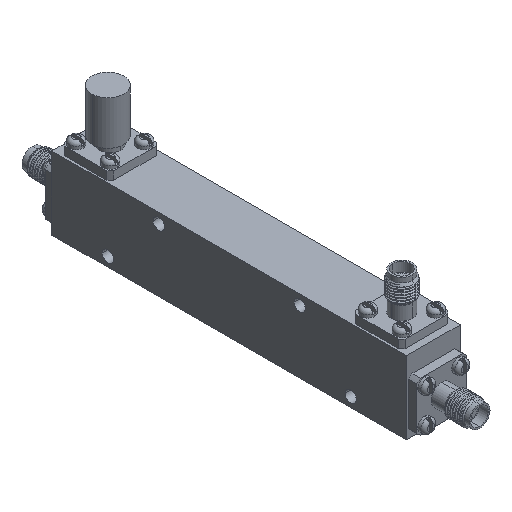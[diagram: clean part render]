
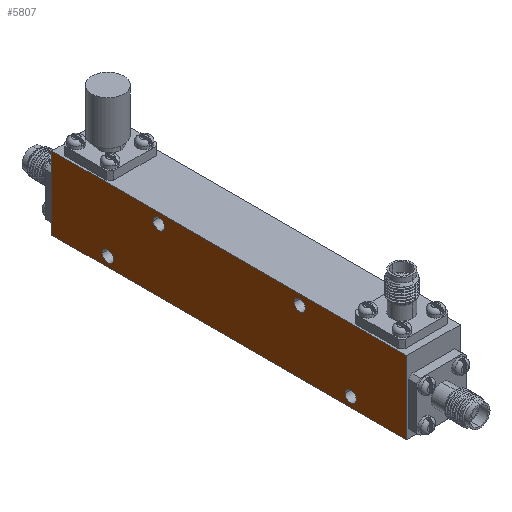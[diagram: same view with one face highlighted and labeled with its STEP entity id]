
A CAD part, isometric view. The second image highlights one B-rep face of the part: STEP entity #5807.
In plain terms, the highlighted planar face has unit normal (-1, 0, 0).
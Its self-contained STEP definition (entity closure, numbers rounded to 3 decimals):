
#79 = CARTESIAN_POINT ( 'NONE',  ( -5.5, 51., 13. ) ) ;
#133 = CARTESIAN_POINT ( 'NONE',  ( -5.5, 0., 15. ) ) ;
#289 = CIRCLE ( 'NONE', #9382, 1.15 ) ;
#423 = FACE_BOUND ( 'NONE', #2974, .T. ) ;
#512 = DIRECTION ( 'NONE',  ( 0., 1., 0. ) ) ;
#543 = DIRECTION ( 'NONE',  ( 1., 0., 0. ) ) ;
#579 = LINE ( 'NONE', #5677, #6134 ) ;
#613 = VERTEX_POINT ( 'NONE', #14579 ) ;
#1102 = ORIENTED_EDGE ( 'NONE', *, *, #12864, .T. ) ;
#1125 = EDGE_CURVE ( 'NONE', #15210, #10277, #3678, .T. ) ;
#1242 = DIRECTION ( 'NONE',  ( -1., 0., 0. ) ) ;
#1683 = FACE_BOUND ( 'NONE', #16264, .T. ) ;
#1730 = ORIENTED_EDGE ( 'NONE', *, *, #11466, .T. ) ;
#1903 = CIRCLE ( 'NONE', #15544, 1.15 ) ;
#2065 = ORIENTED_EDGE ( 'NONE', *, *, #11563, .T. ) ;
#2154 = CIRCLE ( 'NONE', #15797, 1.15 ) ;
#2178 = DIRECTION ( 'NONE',  ( 0., 1., 0. ) ) ;
#2550 = VERTEX_POINT ( 'NONE', #4425 ) ;
#2744 = ORIENTED_EDGE ( 'NONE', *, *, #3133, .F. ) ;
#2974 = EDGE_LOOP ( 'NONE', ( #4908, #12214 ) ) ;
#2980 = ORIENTED_EDGE ( 'NONE', *, *, #12187, .F. ) ;
#3012 = CARTESIAN_POINT ( 'NONE',  ( -5.5, 11.5, 2. ) ) ;
#3110 = ORIENTED_EDGE ( 'NONE', *, *, #10783, .T. ) ;
#3129 = CARTESIAN_POINT ( 'NONE',  ( -5.5, 62.65, 2. ) ) ;
#3133 = EDGE_CURVE ( 'NONE', #9568, #12261, #579, .T. ) ;
#3175 = CIRCLE ( 'NONE', #10955, 1.15 ) ;
#3198 = CARTESIAN_POINT ( 'NONE',  ( -5.5, 20.85, 13. ) ) ;
#3414 = DIRECTION ( 'NONE',  ( 1., 0., 0. ) ) ;
#3429 = DIRECTION ( 'NONE',  ( 0., -1., 0. ) ) ;
#3678 = CIRCLE ( 'NONE', #8505, 1.15 ) ;
#4425 = CARTESIAN_POINT ( 'NONE',  ( -5.5, 52.15, 13. ) ) ;
#4515 = EDGE_CURVE ( 'NONE', #613, #2550, #14206, .T. ) ;
#4542 = VERTEX_POINT ( 'NONE', #10144 ) ;
#4623 = EDGE_CURVE ( 'NONE', #10277, #15210, #1903, .T. ) ;
#4699 = DIRECTION ( 'NONE',  ( -1., 0., 0. ) ) ;
#4908 = ORIENTED_EDGE ( 'NONE', *, *, #4623, .F. ) ;
#5138 = VECTOR ( 'NONE', #12201, 1000. ) ;
#5185 = EDGE_CURVE ( 'NONE', #9568, #4542, #13379, .T. ) ;
#5349 = PLANE ( 'NONE',  #8854 ) ;
#5433 = DIRECTION ( 'NONE',  ( 1., 0., 0. ) ) ;
#5519 = FACE_BOUND ( 'NONE', #8774, .T. ) ;
#5677 = CARTESIAN_POINT ( 'NONE',  ( -5.5, 73., 0. ) ) ;
#5807 = ADVANCED_FACE ( 'NONE', ( #13160, #1683, #6781, #423, #5519 ), #5349, .T. ) ;
#5947 = LINE ( 'NONE', #14914, #12050 ) ;
#5973 = ORIENTED_EDGE ( 'NONE', *, *, #6433, .T. ) ;
#6131 = LINE ( 'NONE', #11356, #16573 ) ;
#6134 = VECTOR ( 'NONE', #15914, 1000. ) ;
#6264 = DIRECTION ( 'NONE',  ( -1., 0., 0. ) ) ;
#6433 = EDGE_CURVE ( 'NONE', #13619, #13551, #16217, .T. ) ;
#6580 = DIRECTION ( 'NONE',  ( 0., -1., 0. ) ) ;
#6584 = CARTESIAN_POINT ( 'NONE',  ( -5.5, 61.5, 2. ) ) ;
#6781 = FACE_BOUND ( 'NONE', #14686, .T. ) ;
#6894 = CARTESIAN_POINT ( 'NONE',  ( -5.5, 22., 13. ) ) ;
#6982 = AXIS2_PLACEMENT_3D ( 'NONE', #9668, #6264, #11331 ) ;
#7655 = VERTEX_POINT ( 'NONE', #15100 ) ;
#7691 = ORIENTED_EDGE ( 'NONE', *, *, #16296, .T. ) ;
#8207 = DIRECTION ( 'NONE',  ( 0., 0., 1. ) ) ;
#8268 = CARTESIAN_POINT ( 'NONE',  ( -5.5, 73., 15. ) ) ;
#8505 = AXIS2_PLACEMENT_3D ( 'NONE', #11388, #4699, #3429 ) ;
#8774 = EDGE_LOOP ( 'NONE', ( #14158, #2980 ) ) ;
#8854 = AXIS2_PLACEMENT_3D ( 'NONE', #9386, #11978, #8207 ) ;
#8950 = CARTESIAN_POINT ( 'NONE',  ( -5.5, 22., 13. ) ) ;
#9382 = AXIS2_PLACEMENT_3D ( 'NONE', #8950, #5433, #14076 ) ;
#9386 = CARTESIAN_POINT ( 'NONE',  ( -5.5, 36.5, 0. ) ) ;
#9525 = CARTESIAN_POINT ( 'NONE',  ( -5.5, 36.5, 0. ) ) ;
#9568 = VERTEX_POINT ( 'NONE', #11404 ) ;
#9668 = CARTESIAN_POINT ( 'NONE',  ( -5.5, 51., 13. ) ) ;
#9697 = VERTEX_POINT ( 'NONE', #11931 ) ;
#10141 = DIRECTION ( 'NONE',  ( 0., 1., 0. ) ) ;
#10144 = CARTESIAN_POINT ( 'NONE',  ( -5.5, 0., 0. ) ) ;
#10277 = VERTEX_POINT ( 'NONE', #15094 ) ;
#10748 = DIRECTION ( 'NONE',  ( 1., 0., 0. ) ) ;
#10783 = EDGE_CURVE ( 'NONE', #7655, #9697, #3175, .T. ) ;
#10955 = AXIS2_PLACEMENT_3D ( 'NONE', #3012, #10748, #512 ) ;
#11331 = DIRECTION ( 'NONE',  ( 0., -1., 0. ) ) ;
#11356 = CARTESIAN_POINT ( 'NONE',  ( -5.5, 0., 0. ) ) ;
#11388 = CARTESIAN_POINT ( 'NONE',  ( -5.5, 61.5, 2. ) ) ;
#11396 = EDGE_LOOP ( 'NONE', ( #2065, #1102, #2744, #15477 ) ) ;
#11404 = CARTESIAN_POINT ( 'NONE',  ( -5.5, 73., 0. ) ) ;
#11466 = EDGE_CURVE ( 'NONE', #9697, #7655, #11780, .T. ) ;
#11563 = EDGE_CURVE ( 'NONE', #4542, #13234, #6131, .T. ) ;
#11726 = DIRECTION ( 'NONE',  ( 0., -1., 0. ) ) ;
#11780 = CIRCLE ( 'NONE', #16051, 1.15 ) ;
#11931 = CARTESIAN_POINT ( 'NONE',  ( -5.5, 12.65, 2. ) ) ;
#11978 = DIRECTION ( 'NONE',  ( -1., 0., 0. ) ) ;
#12050 = VECTOR ( 'NONE', #10141, 1000. ) ;
#12187 = EDGE_CURVE ( 'NONE', #2550, #613, #2154, .T. ) ;
#12201 = DIRECTION ( 'NONE',  ( 0., -1., 0. ) ) ;
#12214 = ORIENTED_EDGE ( 'NONE', *, *, #1125, .F. ) ;
#12261 = VERTEX_POINT ( 'NONE', #8268 ) ;
#12712 = AXIS2_PLACEMENT_3D ( 'NONE', #6894, #543, #15882 ) ;
#12795 = DIRECTION ( 'NONE',  ( -1., 0., 0. ) ) ;
#12864 = EDGE_CURVE ( 'NONE', #13234, #12261, #5947, .T. ) ;
#13160 = FACE_OUTER_BOUND ( 'NONE', #11396, .T. ) ;
#13234 = VERTEX_POINT ( 'NONE', #133 ) ;
#13379 = LINE ( 'NONE', #9525, #5138 ) ;
#13501 = CARTESIAN_POINT ( 'NONE',  ( -5.5, 23.15, 13. ) ) ;
#13551 = VERTEX_POINT ( 'NONE', #3198 ) ;
#13619 = VERTEX_POINT ( 'NONE', #13501 ) ;
#14076 = DIRECTION ( 'NONE',  ( 0., 1., 0. ) ) ;
#14158 = ORIENTED_EDGE ( 'NONE', *, *, #4515, .F. ) ;
#14206 = CIRCLE ( 'NONE', #6982, 1.15 ) ;
#14579 = CARTESIAN_POINT ( 'NONE',  ( -5.5, 49.85, 13. ) ) ;
#14686 = EDGE_LOOP ( 'NONE', ( #5973, #7691 ) ) ;
#14906 = CARTESIAN_POINT ( 'NONE',  ( -5.5, 11.5, 2. ) ) ;
#14914 = CARTESIAN_POINT ( 'NONE',  ( -5.5, 36.5, 15. ) ) ;
#15094 = CARTESIAN_POINT ( 'NONE',  ( -5.5, 60.35, 2. ) ) ;
#15100 = CARTESIAN_POINT ( 'NONE',  ( -5.5, 10.35, 2. ) ) ;
#15210 = VERTEX_POINT ( 'NONE', #3129 ) ;
#15477 = ORIENTED_EDGE ( 'NONE', *, *, #5185, .T. ) ;
#15544 = AXIS2_PLACEMENT_3D ( 'NONE', #6584, #1242, #11726 ) ;
#15797 = AXIS2_PLACEMENT_3D ( 'NONE', #79, #12795, #6580 ) ;
#15882 = DIRECTION ( 'NONE',  ( 0., 1., 0. ) ) ;
#15914 = DIRECTION ( 'NONE',  ( 0., 0., 1. ) ) ;
#16051 = AXIS2_PLACEMENT_3D ( 'NONE', #14906, #3414, #2178 ) ;
#16217 = CIRCLE ( 'NONE', #12712, 1.15 ) ;
#16264 = EDGE_LOOP ( 'NONE', ( #1730, #3110 ) ) ;
#16296 = EDGE_CURVE ( 'NONE', #13551, #13619, #289, .T. ) ;
#16448 = DIRECTION ( 'NONE',  ( 0., 0., 1. ) ) ;
#16573 = VECTOR ( 'NONE', #16448, 1000. ) ;
